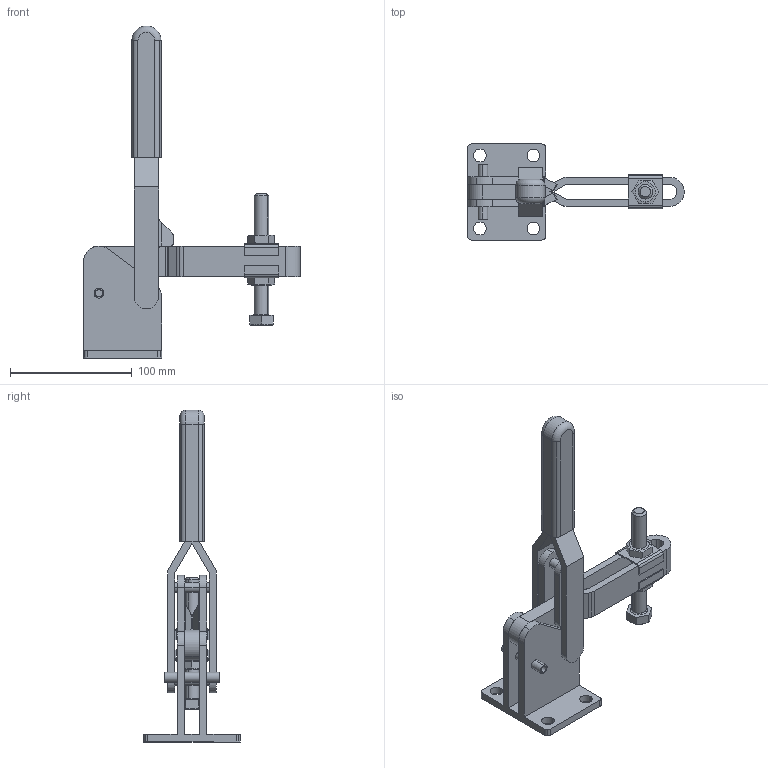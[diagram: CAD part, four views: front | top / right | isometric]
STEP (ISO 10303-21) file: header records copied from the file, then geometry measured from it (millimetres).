
FILE_DESCRIPTION((''),'2;1');
FILE_NAME('MG1UB.stp','2006-07-11T15:58:03',('Matthew'),(''),'Autodesk Inventor 8','Autodesk Inventor 8','');
FILE_SCHEMA(('AUTOMOTIVE_DESIGN { 1 0 10303 214 1 1 1 1 }'));
Length unit declared in the file: millimetre
Products named in the file (7): MG1UB; MG1UB1; MG1UB2; MG1UB3; MG1UB4; MG1UB5; MG1UB6
Assembly tree (6 placements, depth 2):
  MG1UB
    MG1UB1
    MG1UB2
    MG1UB3
    MG1UB4
    MG1UB5
    MG1UB6
Bounding box: 177.98 x 79 x 273 mm (x, y, z)
Volume: 258211.8 mm3; surface area: 96299.1 mm2
Topology: 7 solids, 7 shells, 269 faces, 740 edges, 493 vertices
Faces by surface type: cylinder 104, plane 83, bspline 72, torus 8, cone 2
Entity records: 10053 total; most frequent: CARTESIAN_POINT 3033, ORIENTED_EDGE 1480, DIRECTION 1397, EDGE_CURVE 740, AXIS2_PLACEMENT_3D 507, VERTEX_POINT 493, VECTOR 383, LINE 383
